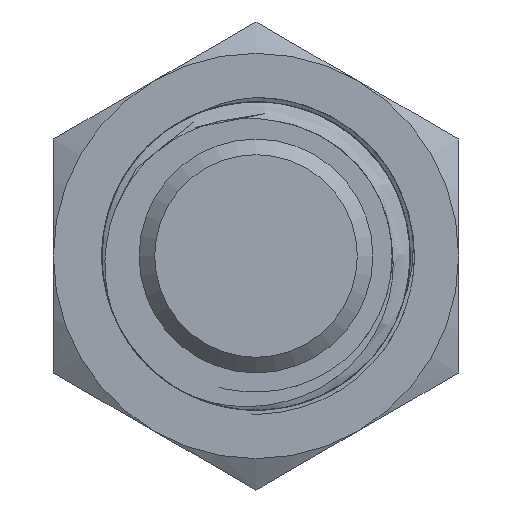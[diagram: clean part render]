
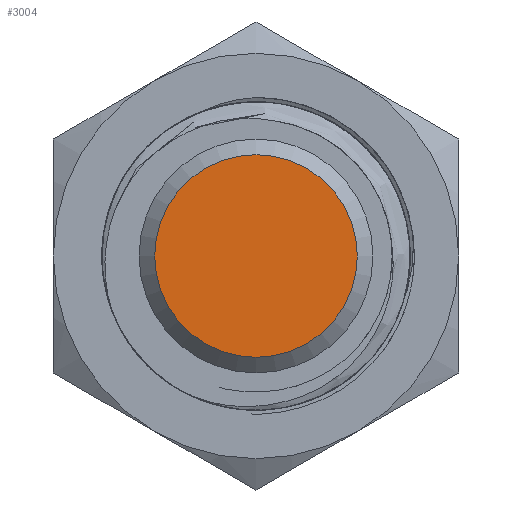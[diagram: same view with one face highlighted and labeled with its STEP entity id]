
A CAD part, front view. The second image highlights one B-rep face of the part: STEP entity #3004.
In plain terms, the highlighted face is planar.
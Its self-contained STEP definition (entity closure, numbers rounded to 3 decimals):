
#101=PLANE('',#3221);
#265=FACE_OUTER_BOUND('',#435,.T.);
#435=EDGE_LOOP('',(#2580));
#496=CIRCLE('',#3218,3.25);
#1305=VERTEX_POINT('',#11342);
#1739=EDGE_CURVE('',#1305,#1305,#496,.T.);
#2580=ORIENTED_EDGE('',*,*,#1739,.F.);
#3004=ADVANCED_FACE('',(#265),#101,.T.);
#3218=AXIS2_PLACEMENT_3D('',#11343,#3689,#3690);
#3221=AXIS2_PLACEMENT_3D('',#11349,#3697,#3698);
#3689=DIRECTION('center_axis',(0.,0.,-1.));
#3690=DIRECTION('ref_axis',(1.,0.,0.));
#3697=DIRECTION('center_axis',(0.,0.,1.));
#3698=DIRECTION('ref_axis',(1.,0.,0.));
#11342=CARTESIAN_POINT('',(-3.25,0.,76.5));
#11343=CARTESIAN_POINT('Origin',(0.,0.,76.5));
#11349=CARTESIAN_POINT('Origin',(0.,0.,76.5));
